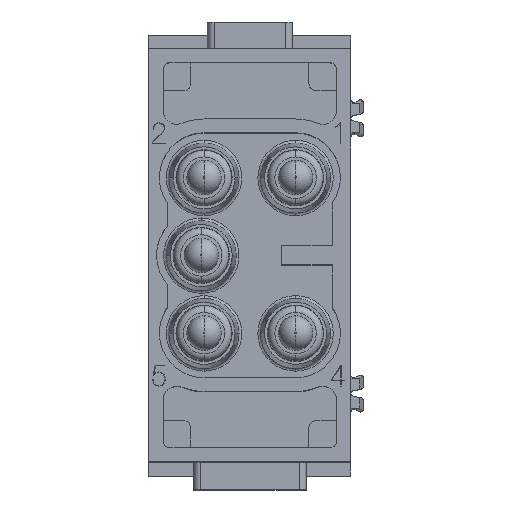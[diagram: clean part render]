
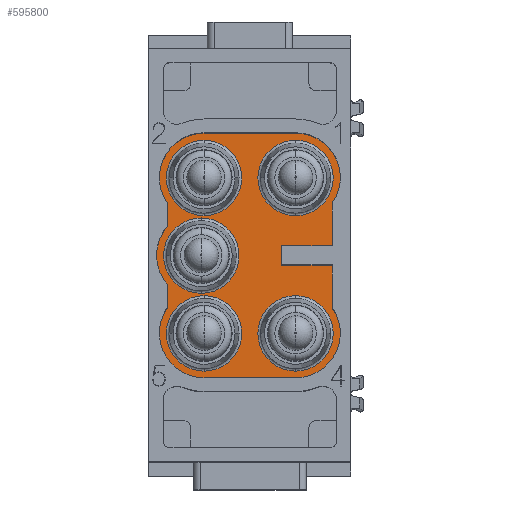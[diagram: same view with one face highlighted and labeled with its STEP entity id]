
A CAD part, top view. The second image highlights one B-rep face of the part: STEP entity #595800.
In plain terms, the highlighted face is planar.
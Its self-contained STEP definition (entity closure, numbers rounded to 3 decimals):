
#313010=CARTESIAN_POINT('',(36.654,47.222,18.));
#313020=VERTEX_POINT('',#313010);
#313100=CARTESIAN_POINT('',(38.352,47.222,18.));
#313110=VERTEX_POINT('',#313100);
#313140=CARTESIAN_POINT('',(0.,47.222,18.));
#313150=DIRECTION('',(1.,0.,0.));
#313160=VECTOR('',#313150,1.);
#313170=LINE('',#313140,#313160);
#313180=EDGE_CURVE('',#313020,#313110,#313170,.T.);
#313390=CARTESIAN_POINT('',(33.848,59.222,18.));
#313400=VERTEX_POINT('',#313390);
#313480=CARTESIAN_POINT('',(30.743,59.222,18.));
#313490=VERTEX_POINT('',#313480);
#313520=CARTESIAN_POINT('',(0.,59.222,18.));
#313530=DIRECTION('',(-1.,0.,0.));
#313540=VECTOR('',#313530,1.);
#313550=LINE('',#313520,#313540);
#313560=EDGE_CURVE('',#313400,#313490,#313550,.T.);
#313720=CARTESIAN_POINT('',(30.743,47.222,18.));
#313730=VERTEX_POINT('',#313720);
#313810=CARTESIAN_POINT('',(32.441,47.222,18.));
#313820=VERTEX_POINT('',#313810);
#313850=EDGE_CURVE('',#313730,#313820,#313170,.T.);
#314050=CARTESIAN_POINT('',(34.548,49.697,18.));
#314060=DIRECTION('',(0.,0.,1.));
#314070=DIRECTION('',(1.,0.,-0.));
#314080=AXIS2_PLACEMENT_3D('',#314050,#314060,#314070);
#314090=CIRCLE('',#314080,3.25);
#314100=EDGE_CURVE('',#313820,#313020,#314090,.T.);
#314840=CARTESIAN_POINT('',(25.648,49.897,18.));
#314850=VERTEX_POINT('',#314840);
#314900=CARTESIAN_POINT('',(28.898,49.897,18.));
#314910=DIRECTION('',(0.,0.,1.));
#314920=DIRECTION('',(1.,0.,-0.));
#314930=AXIS2_PLACEMENT_3D('',#314900,#314910,#314920);
#314940=CIRCLE('',#314930,3.25);
#314950=EDGE_CURVE('',#314850,#313730,#314940,.T.);
#315160=CARTESIAN_POINT('',(25.648,56.547,18.));
#315170=VERTEX_POINT('',#315160);
#315220=CARTESIAN_POINT('',(25.648,0.,18.));
#315230=DIRECTION('',(0.,-1.,0.));
#315240=VECTOR('',#315230,1.);
#315250=LINE('',#315220,#315240);
#315260=EDGE_CURVE('',#315170,#314850,#315250,.T.);
#315420=CARTESIAN_POINT('',(38.352,59.222,18.));
#315430=VERTEX_POINT('',#315420);
#315510=CARTESIAN_POINT('',(35.248,59.222,18.));
#315520=VERTEX_POINT('',#315510);
#315550=EDGE_CURVE('',#315430,#315520,#313550,.T.);
#315760=CARTESIAN_POINT('',(33.848,55.522,18.));
#315770=VERTEX_POINT('',#315760);
#315820=CARTESIAN_POINT('',(33.848,0.,18.));
#315830=DIRECTION('',(0.,1.,0.));
#315840=VECTOR('',#315830,1.);
#315850=LINE('',#315820,#315840);
#315860=EDGE_CURVE('',#315770,#313400,#315850,.T.);
#316620=CARTESIAN_POINT('',(43.448,49.897,18.));
#316630=VERTEX_POINT('',#316620);
#316660=CARTESIAN_POINT('',(40.198,49.897,18.));
#316670=DIRECTION('',(0.,0.,1.));
#316680=DIRECTION('',(1.,0.,-0.));
#316690=AXIS2_PLACEMENT_3D('',#316660,#316670,#316680);
#316700=CIRCLE('',#316690,3.25);
#316710=EDGE_CURVE('',#313110,#316630,#316700,.T.);
#316930=CARTESIAN_POINT('',(35.248,55.522,18.));
#316940=VERTEX_POINT('',#316930);
#316970=CARTESIAN_POINT('',(35.248,0.,18.));
#316980=DIRECTION('',(0.,-1.,0.));
#316990=VECTOR('',#316980,1.);
#317000=LINE('',#316970,#316990);
#317010=EDGE_CURVE('',#315520,#316940,#317000,.T.);
#317210=CARTESIAN_POINT('',(0.,55.522,18.));
#317220=DIRECTION('',(-1.,0.,0.));
#317230=VECTOR('',#317220,1.);
#317240=LINE('',#317210,#317230);
#317250=EDGE_CURVE('',#316940,#315770,#317240,.T.);
#322720=CARTESIAN_POINT('',(43.448,56.547,18.));
#322730=VERTEX_POINT('',#322720);
#322760=CARTESIAN_POINT('',(43.448,0.,18.));
#322770=DIRECTION('',(0.,1.,0.));
#322780=VECTOR('',#322770,1.);
#322790=LINE('',#322760,#322780);
#322800=EDGE_CURVE('',#316630,#322730,#322790,.T.);
#323480=CARTESIAN_POINT('',(40.198,56.547,18.));
#323490=DIRECTION('',(0.,0.,1.));
#323500=DIRECTION('',(1.,0.,-0.));
#323510=AXIS2_PLACEMENT_3D('',#323480,#323490,#323500);
#323520=CIRCLE('',#323510,3.25);
#323530=EDGE_CURVE('',#322730,#315430,#323520,.T.);
#326650=CARTESIAN_POINT('',(28.898,56.547,18.));
#326660=DIRECTION('',(0.,0.,1.));
#326670=DIRECTION('',(1.,0.,-0.));
#326680=AXIS2_PLACEMENT_3D('',#326650,#326660,#326670);
#326690=CIRCLE('',#326680,3.25);
#326700=EDGE_CURVE('',#313490,#315170,#326690,.T.);
#594640=CARTESIAN_POINT('',(55.134,51.927,18.));
#594650=DIRECTION('',(0.,0.,1.));
#594660=DIRECTION('',(-1.,0.,0.));
#594670=AXIS2_PLACEMENT_3D('',#594640,#594650,#594660);
#594680=PLANE('',#594670);
#594690=CARTESIAN_POINT('',(40.198,49.897,18.));
#594700=DIRECTION('',(0.,0.,1.));
#594710=DIRECTION('',(1.,0.,0.));
#594720=AXIS2_PLACEMENT_3D('',#594690,#594700,#594710);
#594730=CIRCLE('',#594720,2.739);
#594740=CARTESIAN_POINT('',(42.937,49.897,18.));
#594750=VERTEX_POINT('',#594740);
#594760=CARTESIAN_POINT('',(37.458,49.897,18.));
#594770=VERTEX_POINT('',#594760);
#594780=EDGE_CURVE('',#594750,#594770,#594730,.T.);
#594790=ORIENTED_EDGE('',*,*,#594780,.T.);
#594800=CARTESIAN_POINT('',(40.198,47.157,18.));
#594810=VERTEX_POINT('',#594800);
#594820=EDGE_CURVE('',#594810,#594750,#594730,.T.);
#594830=ORIENTED_EDGE('',*,*,#594820,.T.);
#594840=EDGE_CURVE('',#594770,#594810,#594730,.T.);
#594850=ORIENTED_EDGE('',*,*,#594840,.T.);
#594860=EDGE_LOOP('',(#594850,#594830,#594790));
#594870=FACE_BOUND('',#594860,.T.);
#594880=CARTESIAN_POINT('',(28.898,49.897,18.));
#594890=DIRECTION('',(0.,0.,1.));
#594900=DIRECTION('',(1.,0.,0.));
#594910=AXIS2_PLACEMENT_3D('',#594880,#594890,#594900);
#594920=CIRCLE('',#594910,2.739);
#594930=CARTESIAN_POINT('',(31.637,49.897,18.));
#594940=VERTEX_POINT('',#594930);
#594950=CARTESIAN_POINT('',(26.158,49.897,18.));
#594960=VERTEX_POINT('',#594950);
#594970=EDGE_CURVE('',#594940,#594960,#594920,.T.);
#594980=ORIENTED_EDGE('',*,*,#594970,.T.);
#594990=CARTESIAN_POINT('',(28.898,47.157,18.));
#595000=VERTEX_POINT('',#594990);
#595010=EDGE_CURVE('',#595000,#594940,#594920,.T.);
#595020=ORIENTED_EDGE('',*,*,#595010,.T.);
#595030=EDGE_CURVE('',#594960,#595000,#594920,.T.);
#595040=ORIENTED_EDGE('',*,*,#595030,.T.);
#595050=EDGE_LOOP('',(#595040,#595020,#594980));
#595060=FACE_BOUND('',#595050,.T.);
#595070=CARTESIAN_POINT('',(28.898,56.547,18.));
#595080=DIRECTION('',(0.,0.,1.));
#595090=DIRECTION('',(1.,0.,0.));
#595100=AXIS2_PLACEMENT_3D('',#595070,#595080,#595090);
#595110=CIRCLE('',#595100,2.739);
#595120=CARTESIAN_POINT('',(31.637,56.547,18.));
#595130=VERTEX_POINT('',#595120);
#595140=CARTESIAN_POINT('',(26.158,56.547,18.));
#595150=VERTEX_POINT('',#595140);
#595160=EDGE_CURVE('',#595130,#595150,#595110,.T.);
#595170=ORIENTED_EDGE('',*,*,#595160,.T.);
#595180=CARTESIAN_POINT('',(28.898,53.807,18.));
#595190=VERTEX_POINT('',#595180);
#595200=EDGE_CURVE('',#595190,#595130,#595110,.T.);
#595210=ORIENTED_EDGE('',*,*,#595200,.T.);
#595220=EDGE_CURVE('',#595150,#595190,#595110,.T.);
#595230=ORIENTED_EDGE('',*,*,#595220,.T.);
#595240=EDGE_LOOP('',(#595230,#595210,#595170));
#595250=FACE_BOUND('',#595240,.T.);
#595260=CARTESIAN_POINT('',(34.548,49.697,18.));
#595270=DIRECTION('',(0.,0.,1.));
#595280=DIRECTION('',(1.,0.,0.));
#595290=AXIS2_PLACEMENT_3D('',#595260,#595270,#595280);
#595300=CIRCLE('',#595290,2.739);
#595310=CARTESIAN_POINT('',(37.287,49.697,18.));
#595320=VERTEX_POINT('',#595310);
#595330=CARTESIAN_POINT('',(31.808,49.697,18.));
#595340=VERTEX_POINT('',#595330);
#595350=EDGE_CURVE('',#595320,#595340,#595300,.T.);
#595360=ORIENTED_EDGE('',*,*,#595350,.T.);
#595370=CARTESIAN_POINT('',(34.548,46.957,18.));
#595380=VERTEX_POINT('',#595370);
#595390=EDGE_CURVE('',#595380,#595320,#595300,.T.);
#595400=ORIENTED_EDGE('',*,*,#595390,.T.);
#595410=EDGE_CURVE('',#595340,#595380,#595300,.T.);
#595420=ORIENTED_EDGE('',*,*,#595410,.T.);
#595430=EDGE_LOOP('',(#595420,#595400,#595360));
#595440=FACE_BOUND('',#595430,.T.);
#595450=CARTESIAN_POINT('',(40.198,56.547,18.));
#595460=DIRECTION('',(0.,0.,1.));
#595470=DIRECTION('',(1.,0.,0.));
#595480=AXIS2_PLACEMENT_3D('',#595450,#595460,#595470);
#595490=CIRCLE('',#595480,2.739);
#595500=CARTESIAN_POINT('',(42.937,56.547,18.));
#595510=VERTEX_POINT('',#595500);
#595520=CARTESIAN_POINT('',(37.458,56.547,18.));
#595530=VERTEX_POINT('',#595520);
#595540=EDGE_CURVE('',#595510,#595530,#595490,.T.);
#595550=ORIENTED_EDGE('',*,*,#595540,.T.);
#595560=CARTESIAN_POINT('',(40.198,53.807,18.));
#595570=VERTEX_POINT('',#595560);
#595580=EDGE_CURVE('',#595570,#595510,#595490,.T.);
#595590=ORIENTED_EDGE('',*,*,#595580,.T.);
#595600=EDGE_CURVE('',#595530,#595570,#595490,.T.);
#595610=ORIENTED_EDGE('',*,*,#595600,.T.);
#595620=EDGE_LOOP('',(#595610,#595590,#595550));
#595630=FACE_BOUND('',#595620,.T.);
#595640=ORIENTED_EDGE('',*,*,#315550,.F.);
#595650=ORIENTED_EDGE('',*,*,#317010,.F.);
#595660=ORIENTED_EDGE('',*,*,#317250,.F.);
#595670=ORIENTED_EDGE('',*,*,#315860,.F.);
#595680=ORIENTED_EDGE('',*,*,#313560,.F.);
#595690=ORIENTED_EDGE('',*,*,#326700,.F.);
#595700=ORIENTED_EDGE('',*,*,#315260,.F.);
#595710=ORIENTED_EDGE('',*,*,#314950,.F.);
#595720=ORIENTED_EDGE('',*,*,#313850,.F.);
#595730=ORIENTED_EDGE('',*,*,#314100,.F.);
#595740=ORIENTED_EDGE('',*,*,#313180,.F.);
#595750=ORIENTED_EDGE('',*,*,#316710,.F.);
#595760=ORIENTED_EDGE('',*,*,#322800,.F.);
#595770=ORIENTED_EDGE('',*,*,#323530,.F.);
#595780=EDGE_LOOP('',(#595770,#595760,#595750,#595740,#595730,#595720,
#595710,#595700,#595690,#595680,#595670,#595660,#595650,#595640));
#595790=FACE_OUTER_BOUND('',#595780,.T.);
#595800=ADVANCED_FACE('',(#594870,#595060,#595250,#595440,#595630,
#595790),#594680,.F.);
